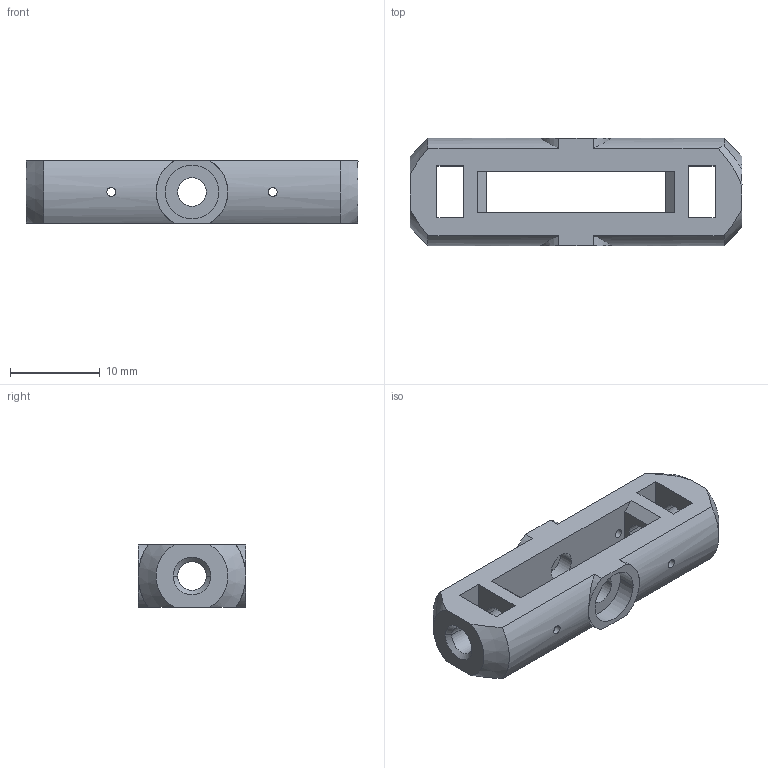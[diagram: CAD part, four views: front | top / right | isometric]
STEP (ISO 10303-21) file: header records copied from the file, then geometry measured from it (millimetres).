
FILE_DESCRIPTION(('Creo Elements/Direct Modeling STEP Export'),'2;1');
FILE_NAME('eyebeam.stp','2016-10-14T16:23:33',(''),(''),'Creo Elements/Direct Modeling STEP processor for AP214 (Solid Model)','Creo Elements/Direct Modeling 18.1C 24-Feb-2013 (C) Parametric Technology GmbH','');
FILE_SCHEMA(('AUTOMOTIVE_DESIGN { 1 0 10303 214 1 1 1 1 }'));
Length unit declared in the file: millimetre
Products named in the file (2): pivot_beam
Assembly tree (1 placements, depth 2):
  pivot_beam
    pivot_beam
Bounding box: 37 x 12 x 7 mm (x, y, z)
Volume: 1750.8 mm3; surface area: 1892.6 mm2
Topology: 1 solids, 1 shells, 73 faces, 199 edges, 130 vertices
Faces by surface type: cylinder 34, plane 30, cone 8, bspline 1
Entity records: 4584 total; most frequent: CARTESIAN_POINT 2789, ORIENTED_EDGE 398, DIRECTION 292, EDGE_CURVE 199, VERTEX_POINT 130, VECTOR 112, LINE 112, EDGE_LOOP 101
